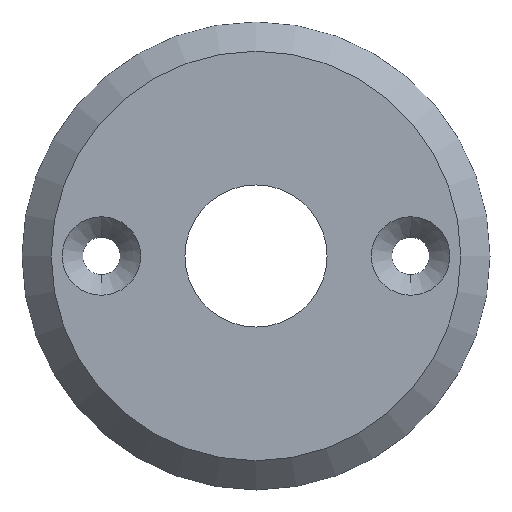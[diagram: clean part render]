
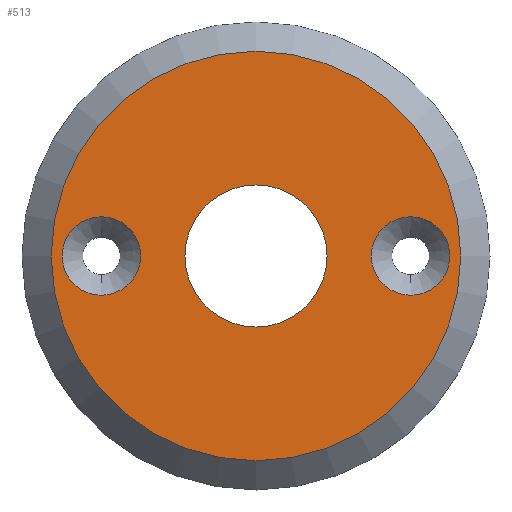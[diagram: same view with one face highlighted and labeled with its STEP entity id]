
A CAD part, front view. The second image highlights one B-rep face of the part: STEP entity #513.
In plain terms, the highlighted planar face has unit normal (0, -1, 0).
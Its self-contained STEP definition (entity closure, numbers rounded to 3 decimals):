
#12 = EDGE_CURVE ( 'NONE', #99, #384, #316, .T. ) ;
#18 = DIRECTION ( 'NONE',  ( 0., -1., 0. ) ) ;
#23 = VERTEX_POINT ( 'NONE', #393 ) ;
#30 = ORIENTED_EDGE ( 'NONE', *, *, #231, .F. ) ;
#38 = CARTESIAN_POINT ( 'NONE',  ( 0., 0., 0. ) ) ;
#54 = CARTESIAN_POINT ( 'NONE',  ( 18.5, 0., 0. ) ) ;
#91 = EDGE_LOOP ( 'NONE', ( #253, #558 ) ) ;
#93 = AXIS2_PLACEMENT_3D ( 'NONE', #367, #364, #463 ) ;
#96 = DIRECTION ( 'NONE',  ( 0., -1., 0. ) ) ;
#99 = VERTEX_POINT ( 'NONE', #133 ) ;
#104 = AXIS2_PLACEMENT_3D ( 'NONE', #438, #184, #286 ) ;
#109 = CARTESIAN_POINT ( 'NONE',  ( 0., 0., 0. ) ) ;
#110 = EDGE_CURVE ( 'NONE', #115, #23, #291, .T. ) ;
#115 = VERTEX_POINT ( 'NONE', #395 ) ;
#129 = VERTEX_POINT ( 'NONE', #293 ) ;
#133 = CARTESIAN_POINT ( 'NONE',  ( 0., 0., 8.5 ) ) ;
#146 = CARTESIAN_POINT ( 'NONE',  ( 0., 0., 24.5 ) ) ;
#176 = CARTESIAN_POINT ( 'NONE',  ( 8.5, 0., 0. ) ) ;
#184 = DIRECTION ( 'NONE',  ( 0., -1., 0. ) ) ;
#201 = DIRECTION ( 'NONE',  ( 0., -1., 0. ) ) ;
#204 = DIRECTION ( 'NONE',  ( 0., 0., -1. ) ) ;
#209 = EDGE_CURVE ( 'NONE', #429, #129, #263, .T. ) ;
#213 = CIRCLE ( 'NONE', #104, 8.5 ) ;
#214 = EDGE_LOOP ( 'NONE', ( #549, #424 ) ) ;
#215 = EDGE_LOOP ( 'NONE', ( #280, #402 ) ) ;
#216 = AXIS2_PLACEMENT_3D ( 'NONE', #54, #296, #352 ) ;
#229 = CARTESIAN_POINT ( 'NONE',  ( 0., 0., 0. ) ) ;
#231 = EDGE_CURVE ( 'NONE', #23, #115, #605, .T. ) ;
#235 = DIRECTION ( 'NONE',  ( 0., -1., 0. ) ) ;
#242 = DIRECTION ( 'NONE',  ( 0., 0., -1. ) ) ;
#253 = ORIENTED_EDGE ( 'NONE', *, *, #525, .F. ) ;
#254 = EDGE_LOOP ( 'NONE', ( #465, #30 ) ) ;
#263 = CIRCLE ( 'NONE', #611, 4.7 ) ;
#268 = EDGE_CURVE ( 'NONE', #129, #429, #388, .T. ) ;
#278 = AXIS2_PLACEMENT_3D ( 'NONE', #38, #96, #344 ) ;
#280 = ORIENTED_EDGE ( 'NONE', *, *, #209, .F. ) ;
#286 = DIRECTION ( 'NONE',  ( 0., 0., -1. ) ) ;
#291 = CIRCLE ( 'NONE', #474, 4.7 ) ;
#293 = CARTESIAN_POINT ( 'NONE',  ( -18.5, 0., 4.7 ) ) ;
#296 = DIRECTION ( 'NONE',  ( 0., -1., 0. ) ) ;
#316 = CIRCLE ( 'NONE', #278, 8.5 ) ;
#327 = FACE_BOUND ( 'NONE', #91, .T. ) ;
#344 = DIRECTION ( 'NONE',  ( 0., 0., -1. ) ) ;
#350 = EDGE_CURVE ( 'NONE', #623, #560, #373, .T. ) ;
#352 = DIRECTION ( 'NONE',  ( 0., 0., -1. ) ) ;
#358 = CARTESIAN_POINT ( 'NONE',  ( -18.5, 0., 0. ) ) ;
#364 = DIRECTION ( 'NONE',  ( 0., -1., 0. ) ) ;
#367 = CARTESIAN_POINT ( 'NONE',  ( -18.5, 0., 0. ) ) ;
#373 = CIRCLE ( 'NONE', #483, 24.5 ) ;
#383 = PLANE ( 'NONE',  #544 ) ;
#384 = VERTEX_POINT ( 'NONE', #459 ) ;
#386 = DIRECTION ( 'NONE',  ( 0., 0., -1. ) ) ;
#388 = CIRCLE ( 'NONE', #93, 4.7 ) ;
#393 = CARTESIAN_POINT ( 'NONE',  ( 18.5, 0., 4.7 ) ) ;
#395 = CARTESIAN_POINT ( 'NONE',  ( 18.5, 0., -4.7 ) ) ;
#402 = ORIENTED_EDGE ( 'NONE', *, *, #268, .F. ) ;
#416 = FACE_BOUND ( 'NONE', #254, .T. ) ;
#424 = ORIENTED_EDGE ( 'NONE', *, *, #350, .T. ) ;
#427 = EDGE_CURVE ( 'NONE', #560, #623, #604, .T. ) ;
#429 = VERTEX_POINT ( 'NONE', #471 ) ;
#432 = CARTESIAN_POINT ( 'NONE',  ( 0., 0., -24.5 ) ) ;
#438 = CARTESIAN_POINT ( 'NONE',  ( 0., 0., 0. ) ) ;
#455 = DIRECTION ( 'NONE',  ( 0., 0., -1. ) ) ;
#459 = CARTESIAN_POINT ( 'NONE',  ( 0., 0., -8.5 ) ) ;
#463 = DIRECTION ( 'NONE',  ( 0., 0., -1. ) ) ;
#465 = ORIENTED_EDGE ( 'NONE', *, *, #110, .F. ) ;
#471 = CARTESIAN_POINT ( 'NONE',  ( -18.5, 0., -4.7 ) ) ;
#474 = AXIS2_PLACEMENT_3D ( 'NONE', #486, #235, #242 ) ;
#483 = AXIS2_PLACEMENT_3D ( 'NONE', #109, #18, #455 ) ;
#486 = CARTESIAN_POINT ( 'NONE',  ( 18.5, 0., 0. ) ) ;
#513 = ADVANCED_FACE ( 'NONE', ( #613, #416, #593, #327 ), #383, .T. ) ;
#525 = EDGE_CURVE ( 'NONE', #384, #99, #213, .T. ) ;
#536 = DIRECTION ( 'NONE',  ( 0., -1., 0. ) ) ;
#544 = AXIS2_PLACEMENT_3D ( 'NONE', #176, #536, #386 ) ;
#549 = ORIENTED_EDGE ( 'NONE', *, *, #427, .T. ) ;
#558 = ORIENTED_EDGE ( 'NONE', *, *, #12, .F. ) ;
#560 = VERTEX_POINT ( 'NONE', #146 ) ;
#584 = DIRECTION ( 'NONE',  ( 0., 0., -1. ) ) ;
#588 = AXIS2_PLACEMENT_3D ( 'NONE', #229, #633, #584 ) ;
#593 = FACE_OUTER_BOUND ( 'NONE', #214, .T. ) ;
#604 = CIRCLE ( 'NONE', #588, 24.5 ) ;
#605 = CIRCLE ( 'NONE', #216, 4.7 ) ;
#611 = AXIS2_PLACEMENT_3D ( 'NONE', #358, #201, #204 ) ;
#613 = FACE_BOUND ( 'NONE', #215, .T. ) ;
#623 = VERTEX_POINT ( 'NONE', #432 ) ;
#633 = DIRECTION ( 'NONE',  ( 0., -1., 0. ) ) ;
